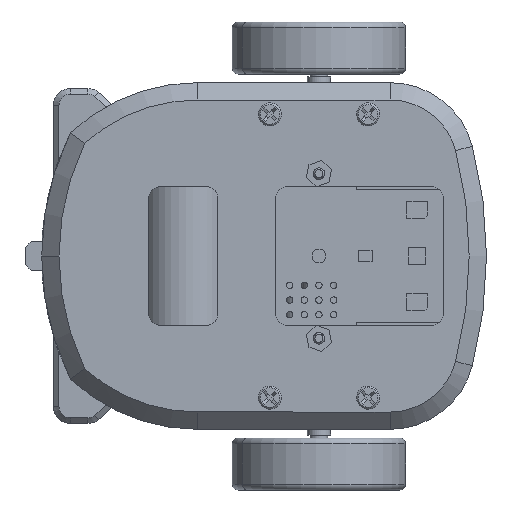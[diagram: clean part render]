
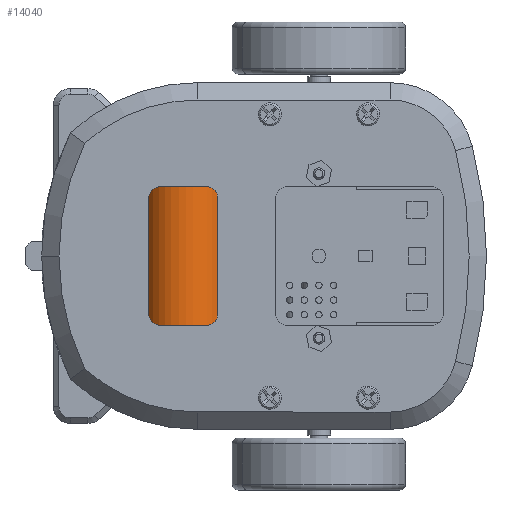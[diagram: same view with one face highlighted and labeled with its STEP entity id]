
A CAD part, front view. The second image highlights one B-rep face of the part: STEP entity #14040.
In plain terms, the highlighted cylindrical face has radius 7.25 mm (diameter 14.5 mm), a partial arc.
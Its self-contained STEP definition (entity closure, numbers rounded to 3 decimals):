
#7823 = VERTEX_POINT ( 'NONE', #12980 ) ;
#7825 = VERTEX_POINT ( 'NONE', #12981 ) ;
#7837 = VERTEX_POINT ( 'NONE', #12993 ) ;
#7838 = VERTEX_POINT ( 'NONE', #12994 ) ;
#12980 = CARTESIAN_POINT ( 'NONE',  ( 7.25, 0., 23.25 ) ) ;
#12981 = CARTESIAN_POINT ( 'NONE',  ( -7.25, 0., 23.25 ) ) ;
#12993 = CARTESIAN_POINT ( 'NONE',  ( -7.25, 0., -24.75 ) ) ;
#12994 = CARTESIAN_POINT ( 'NONE',  ( 7.25, 0., -24.75 ) ) ;
#14040 = ADVANCED_FACE ( 'NONE', ( #30826 ), #30829, .T. ) ;
#16547 = EDGE_CURVE ( 'NONE', #7823, #7838, #34728, .T. ) ;
#16554 = EDGE_CURVE ( 'NONE', #7823, #7825, #34734, .T. ) ;
#16570 = EDGE_CURVE ( 'NONE', #7825, #7837, #34717, .T. ) ;
#16575 = EDGE_CURVE ( 'NONE', #7837, #7838, #34746, .T. ) ;
#19091 = ORIENTED_EDGE ( 'NONE', *, *, #16547, .F. ) ;
#19093 = ORIENTED_EDGE ( 'NONE', *, *, #16554, .T. ) ;
#19095 = ORIENTED_EDGE ( 'NONE', *, *, #16570, .T. ) ;
#19096 = ORIENTED_EDGE ( 'NONE', *, *, #16575, .T. ) ;
#29628 = AXIS2_PLACEMENT_3D ( 'NONE', #32385, #32384, #32383 ) ;
#30238 = AXIS2_PLACEMENT_3D ( 'NONE', #35498, #35499, #35500 ) ;
#30244 = AXIS2_PLACEMENT_3D ( 'NONE', #35519, #35526, #35527 ) ;
#30826 = FACE_OUTER_BOUND ( 'NONE', #38516, .T. ) ;
#30829 = CYLINDRICAL_SURFACE ( 'NONE', #29628, 7.25 ) ;
#32383 = DIRECTION ( 'NONE',  ( -1., 0., 0. ) ) ;
#32384 = DIRECTION ( 'NONE',  ( 0., 0., -1. ) ) ;
#32385 = CARTESIAN_POINT ( 'NONE',  ( 0., 0., 25.25 ) ) ;
#34717 = LINE ( 'NONE', #35518, #34742 ) ;
#34724 = VECTOR ( 'NONE', #35488, 1000. ) ;
#34728 = LINE ( 'NONE', #35475, #34724 ) ;
#34734 = CIRCLE ( 'NONE', #30238, 7.25 ) ;
#34742 = VECTOR ( 'NONE', #35522, 1000. ) ;
#34746 = CIRCLE ( 'NONE', #30244, 7.25 ) ;
#35475 = CARTESIAN_POINT ( 'NONE',  ( 7.25, 0., 25.25 ) ) ;
#35488 = DIRECTION ( 'NONE',  ( 0., 0., -1. ) ) ;
#35498 = CARTESIAN_POINT ( 'NONE',  ( 0., 0., 23.25 ) ) ;
#35499 = DIRECTION ( 'NONE',  ( 0., 0., -1. ) ) ;
#35500 = DIRECTION ( 'NONE',  ( -1., 0., 0. ) ) ;
#35518 = CARTESIAN_POINT ( 'NONE',  ( -7.25, 0., 25.25 ) ) ;
#35519 = CARTESIAN_POINT ( 'NONE',  ( 0., 0., -24.75 ) ) ;
#35522 = DIRECTION ( 'NONE',  ( 0., 0., -1. ) ) ;
#35526 = DIRECTION ( 'NONE',  ( 0., 0., 1. ) ) ;
#35527 = DIRECTION ( 'NONE',  ( 1., 0., 0. ) ) ;
#38516 = EDGE_LOOP ( 'NONE', ( #19091, #19093, #19095, #19096 ) ) ;
